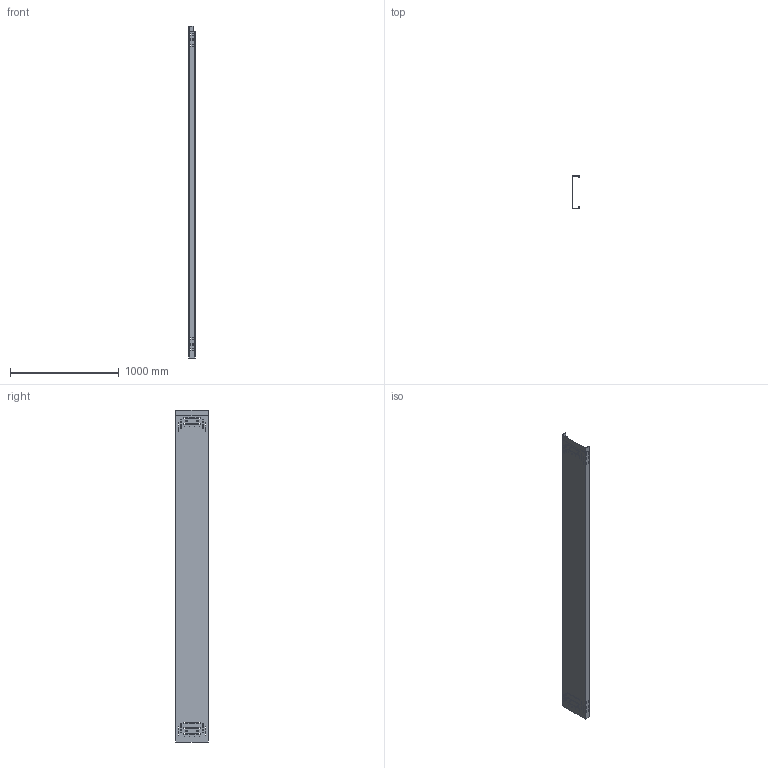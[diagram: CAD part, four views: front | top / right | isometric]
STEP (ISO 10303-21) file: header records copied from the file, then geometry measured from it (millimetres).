
FILE_DESCRIPTION((''),'2;1');
FILE_NAME('6047654','2012-06-22T',('AndreasKeweloh'),(''),'PRO/ENGINEER BY PARAMETRIC TECHNOLOGY CORPORATION, 2012060','PRO/ENGINEER BY PARAMETRIC TECHNOLOGY CORPORATION, 2012060','');
FILE_SCHEMA(('CONFIG_CONTROL_DESIGN'));
Length unit declared in the file: millimetre
Products named in the file (1): 6047654
Bounding box: 60.94 x 303 x 3050.5 mm (x, y, z)
Volume: 968476.8 mm3; surface area: 2698169.6 mm2
Topology: 1 solids, 1 shells, 332 faces, 946 edges, 612 vertices
Faces by surface type: cylinder 166, plane 142, torus 10, cone 8, sphere 4, bspline 2
Entity records: 11170 total; most frequent: DIRECTION 1962, CARTESIAN_POINT 1916, ORIENTED_EDGE 1884, EDGE_CURVE 942, AXIS2_PLACEMENT_3D 690, VERTEX_POINT 612, VECTOR 582, LINE 582
